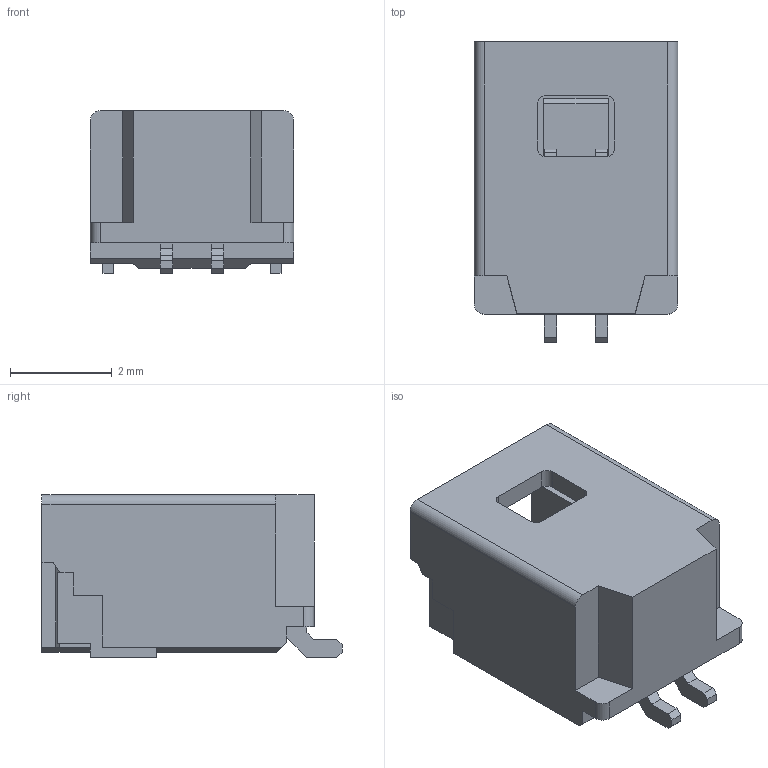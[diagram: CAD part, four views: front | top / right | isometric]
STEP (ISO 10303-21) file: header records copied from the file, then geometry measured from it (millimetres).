
FILE_DESCRIPTION((''),'2;1');
FILE_NAME('5015680207','2020-06-23T',('gga'),(''),'PRO/ENGINEER BY PARAMETRIC TECHNOLOGY CORPORATION, 2016010','PRO/ENGINEER BY PARAMETRIC TECHNOLOGY CORPORATION, 2016010','');
FILE_SCHEMA(('CONFIG_CONTROL_DESIGN'));
Length unit declared in the file: millimetre
Products named in the file (1): 5015680207
Bounding box: 4 x 5.9 x 3.2 mm (x, y, z)
Volume: 36.6 mm3; surface area: 153.9 mm2
Topology: 1 solids, 1 shells, 138 faces, 414 edges, 281 vertices
Faces by surface type: plane 121, cylinder 16, bspline 1
Entity records: 4618 total; most frequent: CARTESIAN_POINT 837, ORIENTED_EDGE 782, DIRECTION 721, EDGE_CURVE 391, VECTOR 381, LINE 381, VERTEX_POINT 258, AXIS2_PLACEMENT_3D 170
